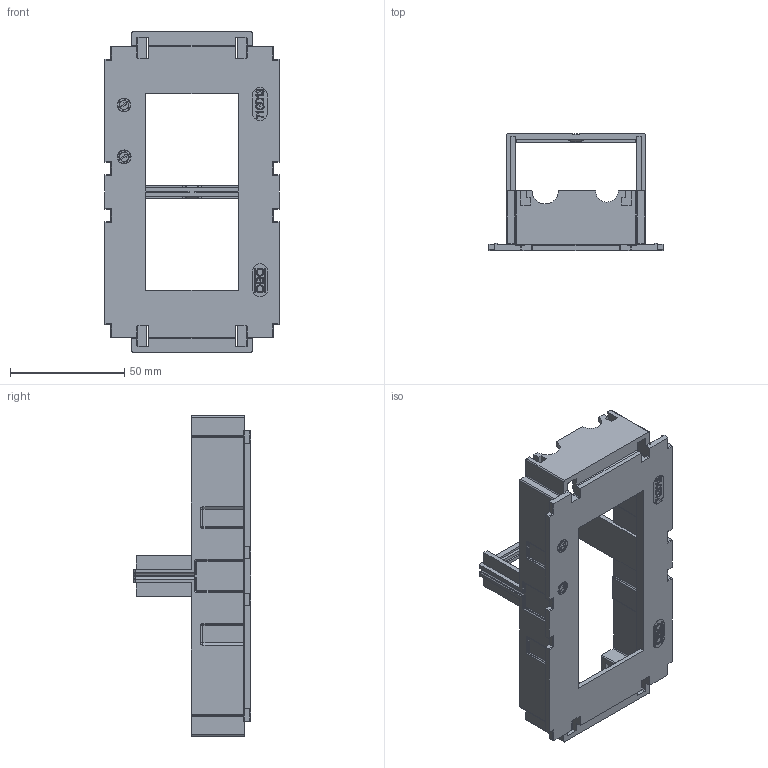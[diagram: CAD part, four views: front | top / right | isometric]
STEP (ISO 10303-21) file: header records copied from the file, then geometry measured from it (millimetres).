
FILE_DESCRIPTION((''),'2;1');
FILE_NAME('6288583','2013-10-07T',('AndreasKeweloh'),(''),'PRO/ENGINEER BY PARAMETRIC TECHNOLOGY CORPORATION, 2012360','PRO/ENGINEER BY PARAMETRIC TECHNOLOGY CORPORATION, 2012360','');
FILE_SCHEMA(('CONFIG_CONTROL_DESIGN'));
Length unit declared in the file: millimetre
Products named in the file (1): 6288583
Bounding box: 76.2 x 51.2 x 140 mm (x, y, z)
Volume: 44435.6 mm3; surface area: 38847 mm2
Topology: 1 solids, 1 shells, 1222 faces, 3195 edges, 1954 vertices
Faces by surface type: plane 621, cylinder 287, extrusion 167, sphere 63, torus 46, bspline 28, cone 10
Entity records: 46754 total; most frequent: CARTESIAN_POINT 17987, ORIENTED_EDGE 6252, DIRECTION 5298, EDGE_CURVE 3126, VECTOR 2258, LINE 2091, VERTEX_POINT 1954, AXIS2_PLACEMENT_3D 1520
